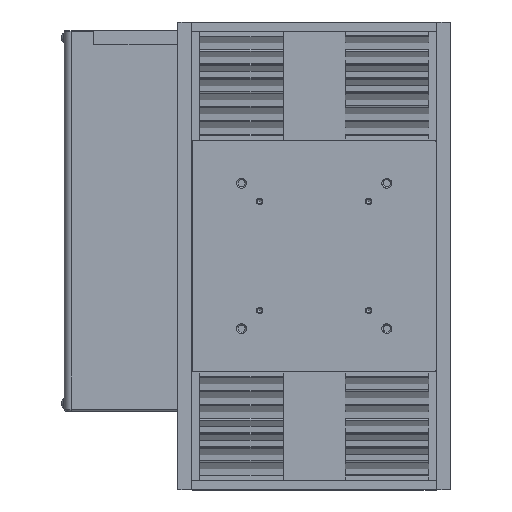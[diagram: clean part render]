
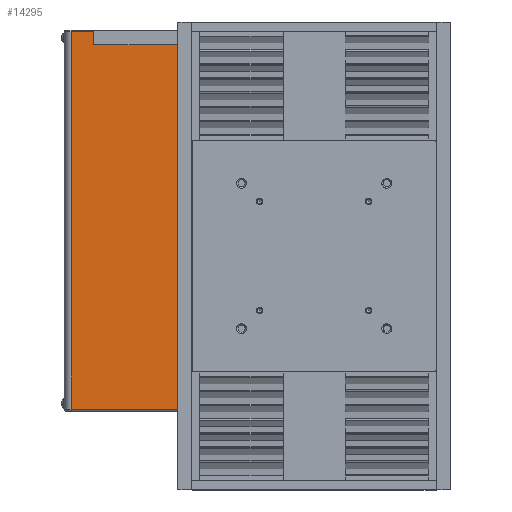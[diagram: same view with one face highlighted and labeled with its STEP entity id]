
A CAD part, top view. The second image highlights one B-rep face of the part: STEP entity #14295.
In plain terms, the highlighted planar face has unit normal (0, 0, 1).
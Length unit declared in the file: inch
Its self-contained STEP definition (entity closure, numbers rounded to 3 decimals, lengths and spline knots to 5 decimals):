
#1089 = EDGE_LOOP ( 'NONE', ( #1900, #1926, #1938, #1963, #1981, #2042, #2080 ) ) ;
#1856 = CARTESIAN_POINT ( 'NONE',  ( -3.7655, -0.62, 1.86 ) ) ;
#1900 = ORIENTED_EDGE ( 'NONE', *, *, #12119, .T. ) ;
#1926 = ORIENTED_EDGE ( 'NONE', *, *, #10099, .F. ) ;
#1938 = ORIENTED_EDGE ( 'NONE', *, *, #8956, .F. ) ;
#1963 = ORIENTED_EDGE ( 'NONE', *, *, #10102, .T. ) ;
#1981 = ORIENTED_EDGE ( 'NONE', *, *, #10681, .T. ) ;
#2042 = ORIENTED_EDGE ( 'NONE', *, *, #9298, .F. ) ;
#2080 = ORIENTED_EDGE ( 'NONE', *, *, #6474, .F. ) ;
#3742 = DIRECTION ( 'NONE',  ( 0., 1., 0. ) ) ;
#3764 = CARTESIAN_POINT ( 'NONE',  ( -3.75, -14.28074, 1.86 ) ) ;
#3813 = LINE ( 'NONE', #3764, #7986 ) ;
#3838 = DIRECTION ( 'NONE',  ( 0., 1., 0. ) ) ;
#3842 = CARTESIAN_POINT ( 'NONE',  ( -6.688, -14.28074, 1.86 ) ) ;
#3868 = LINE ( 'NONE', #3842, #16109 ) ;
#3908 = VERTEX_POINT ( 'NONE', #7775 ) ;
#4810 = CARTESIAN_POINT ( 'NONE',  ( -3.75, -0.62, 1.86 ) ) ;
#6043 = CARTESIAN_POINT ( 'NONE',  ( -6.688, -10.6508, 1.86 ) ) ;
#6354 = CARTESIAN_POINT ( 'NONE',  ( -3.75, -10.6508, 1.86 ) ) ;
#6474 = EDGE_CURVE ( 'NONE', #11054, #3908, #14524, .T. ) ;
#6488 = VECTOR ( 'NONE', #10734, 39.37008 ) ;
#6890 = VECTOR ( 'NONE', #14509, 39.37008 ) ;
#7260 = CARTESIAN_POINT ( 'NONE',  ( -6.688, -0.2595, 1.86 ) ) ;
#7638 = VECTOR ( 'NONE', #17285, 39.37008 ) ;
#7775 = CARTESIAN_POINT ( 'NONE',  ( -6.0625, -0.62, 1.86 ) ) ;
#7986 = VECTOR ( 'NONE', #3742, 39.37008 ) ;
#8559 = DIRECTION ( 'NONE',  ( -1., 0., 0. ) ) ;
#8579 = DIRECTION ( 'NONE',  ( 0., 0., -1. ) ) ;
#8600 = CARTESIAN_POINT ( 'NONE',  ( -6.688, -14.28074, 1.86 ) ) ;
#8603 = PLANE ( 'NONE',  #11670 ) ;
#8606 = FACE_OUTER_BOUND ( 'NONE', #1089, .T. ) ;
#8956 = EDGE_CURVE ( 'NONE', #12659, #14673, #17312, .T. ) ;
#9298 = EDGE_CURVE ( 'NONE', #3908, #15149, #14380, .T. ) ;
#9937 = VERTEX_POINT ( 'NONE', #7260 ) ;
#10099 = EDGE_CURVE ( 'NONE', #14673, #9937, #3868, .T. ) ;
#10102 = EDGE_CURVE ( 'NONE', #12659, #12782, #3813, .T. ) ;
#10681 = EDGE_CURVE ( 'NONE', #12782, #15149, #18799, .T. ) ;
#10734 = DIRECTION ( 'NONE',  ( -1., 0., 0. ) ) ;
#10746 = CARTESIAN_POINT ( 'NONE',  ( -6.8125, -0.2595, 1.86 ) ) ;
#10764 = LINE ( 'NONE', #10746, #6488 ) ;
#11054 = VERTEX_POINT ( 'NONE', #17017 ) ;
#11670 = AXIS2_PLACEMENT_3D ( 'NONE', #8600, #8579, #8559 ) ;
#12119 = EDGE_CURVE ( 'NONE', #11054, #9937, #10764, .T. ) ;
#12659 = VERTEX_POINT ( 'NONE', #6354 ) ;
#12782 = VERTEX_POINT ( 'NONE', #4810 ) ;
#14295 = ADVANCED_FACE ( 'NONE', ( #8606 ), #8603, .F. ) ;
#14313 = DIRECTION ( 'NONE',  ( 1., 0., 0. ) ) ;
#14336 = CARTESIAN_POINT ( 'NONE',  ( -6.688, -0.62, 1.86 ) ) ;
#14380 = LINE ( 'NONE', #14336, #15170 ) ;
#14509 = DIRECTION ( 'NONE',  ( 0., -1., 0. ) ) ;
#14512 = CARTESIAN_POINT ( 'NONE',  ( -6.0625, -0.245, 1.86 ) ) ;
#14524 = LINE ( 'NONE', #14512, #6890 ) ;
#14673 = VERTEX_POINT ( 'NONE', #6043 ) ;
#15149 = VERTEX_POINT ( 'NONE', #1856 ) ;
#15170 = VECTOR ( 'NONE', #14313, 39.37008 ) ;
#15804 = VECTOR ( 'NONE', #18774, 39.37008 ) ;
#16109 = VECTOR ( 'NONE', #3838, 39.37008 ) ;
#17017 = CARTESIAN_POINT ( 'NONE',  ( -6.0625, -0.2595, 1.86 ) ) ;
#17285 = DIRECTION ( 'NONE',  ( -1., 0., 0. ) ) ;
#17289 = CARTESIAN_POINT ( 'NONE',  ( -6.688, -10.6508, 1.86 ) ) ;
#17312 = LINE ( 'NONE', #17289, #7638 ) ;
#18774 = DIRECTION ( 'NONE',  ( -1., 0., 0. ) ) ;
#18779 = CARTESIAN_POINT ( 'NONE',  ( -6.688, -0.62, 1.86 ) ) ;
#18799 = LINE ( 'NONE', #18779, #15804 ) ;
